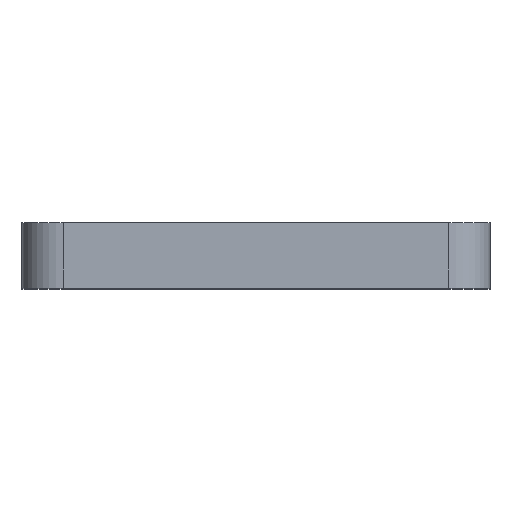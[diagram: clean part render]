
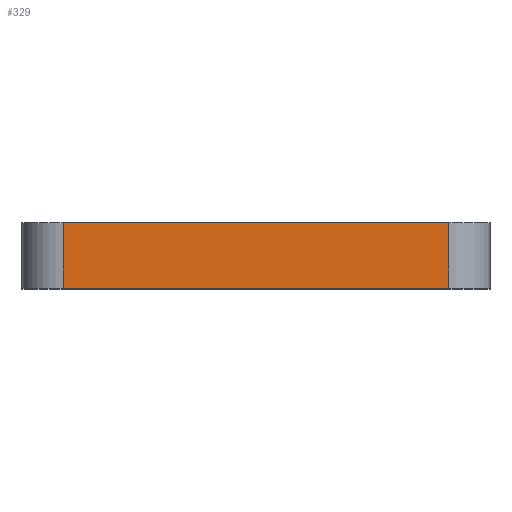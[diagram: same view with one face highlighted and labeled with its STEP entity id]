
A CAD part, top view. The second image highlights one B-rep face of the part: STEP entity #329.
In plain terms, the highlighted planar face has unit normal (0, 0, 1).
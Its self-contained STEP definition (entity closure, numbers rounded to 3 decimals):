
#123 = AXIS2_PLACEMENT_3D ( 'NONE', #1541, #1334, #1360 ) ;
#177 = DIRECTION ( 'NONE',  ( 0., -1., 0. ) ) ;
#215 = FACE_OUTER_BOUND ( 'NONE', #1008, .T. ) ;
#231 = VERTEX_POINT ( 'NONE', #301 ) ;
#301 = CARTESIAN_POINT ( 'NONE',  ( 23.5, 8., 45. ) ) ;
#329 = ADVANCED_FACE ( 'NONE', ( #215 ), #1374, .F. ) ;
#368 = ORIENTED_EDGE ( 'NONE', *, *, #486, .T. ) ;
#372 = LINE ( 'NONE', #1141, #1563 ) ;
#486 = EDGE_CURVE ( 'NONE', #503, #231, #1419, .T. ) ;
#495 = DIRECTION ( 'NONE',  ( 1., 0., 0. ) ) ;
#503 = VERTEX_POINT ( 'NONE', #2209 ) ;
#521 = VECTOR ( 'NONE', #177, 1000. ) ;
#693 = EDGE_CURVE ( 'NONE', #921, #503, #372, .T. ) ;
#749 = LINE ( 'NONE', #1519, #1198 ) ;
#754 = CARTESIAN_POINT ( 'NONE',  ( -23.5, 8., 45. ) ) ;
#836 = EDGE_CURVE ( 'NONE', #1172, #231, #749, .T. ) ;
#876 = CARTESIAN_POINT ( 'NONE',  ( 23.5, 8., 45. ) ) ;
#921 = VERTEX_POINT ( 'NONE', #984 ) ;
#970 = CARTESIAN_POINT ( 'NONE',  ( -23.5, 8., 45. ) ) ;
#984 = CARTESIAN_POINT ( 'NONE',  ( -23.5, 0., 45. ) ) ;
#1008 = EDGE_LOOP ( 'NONE', ( #1200, #368, #1864, #1969 ) ) ;
#1133 = LINE ( 'NONE', #970, #521 ) ;
#1141 = CARTESIAN_POINT ( 'NONE',  ( -28.5, 0., 45. ) ) ;
#1172 = VERTEX_POINT ( 'NONE', #754 ) ;
#1198 = VECTOR ( 'NONE', #495, 1000. ) ;
#1200 = ORIENTED_EDGE ( 'NONE', *, *, #693, .T. ) ;
#1334 = DIRECTION ( 'NONE',  ( 0., 0., -1. ) ) ;
#1360 = DIRECTION ( 'NONE',  ( -1., 0., 0. ) ) ;
#1374 = PLANE ( 'NONE',  #123 ) ;
#1419 = LINE ( 'NONE', #876, #1644 ) ;
#1519 = CARTESIAN_POINT ( 'NONE',  ( -28.5, 8., 45. ) ) ;
#1541 = CARTESIAN_POINT ( 'NONE',  ( -28.5, 8., 45. ) ) ;
#1563 = VECTOR ( 'NONE', #1901, 1000. ) ;
#1644 = VECTOR ( 'NONE', #2385, 1000. ) ;
#1864 = ORIENTED_EDGE ( 'NONE', *, *, #836, .F. ) ;
#1901 = DIRECTION ( 'NONE',  ( 1., 0., 0. ) ) ;
#1969 = ORIENTED_EDGE ( 'NONE', *, *, #2064, .T. ) ;
#2064 = EDGE_CURVE ( 'NONE', #1172, #921, #1133, .T. ) ;
#2209 = CARTESIAN_POINT ( 'NONE',  ( 23.5, 0., 45. ) ) ;
#2385 = DIRECTION ( 'NONE',  ( 0., 1., 0. ) ) ;
